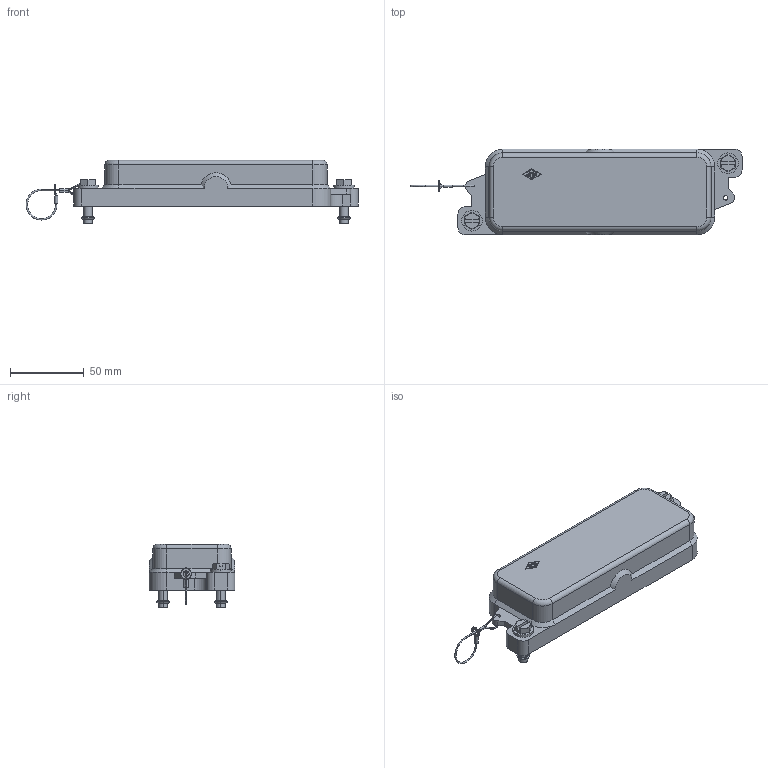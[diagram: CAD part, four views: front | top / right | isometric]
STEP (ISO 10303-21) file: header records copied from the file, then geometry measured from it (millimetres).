
FILE_DESCRIPTION(('Creo Elements/Direct Modeling STEP Export'),'2;1');
FILE_NAME('0ln7uvk49c4rug74048','2017-02-24T 9:47:52',(''),(''),'PTC Creo Elements/Direct Modeling STEP processor for AP214 (Solid Model)','PTC Creo Elements/Direct Modeling 19.0E 27-Jun-2016 (C) Parametric Technology GmbH','');
FILE_SCHEMA(('AUTOMOTIVE_DESIGN { 1 0 10303 214 1 1 1 1 }'));
Length unit declared in the file: millimetre
Products named in the file (1): CGCE_24
Bounding box: 225 x 58 x 43.1 mm (x, y, z)
Volume: 96264.6 mm3; surface area: 44367.4 mm2
Topology: 1 solids, 1 shells, 247 faces, 613 edges, 395 vertices
Faces by surface type: plane 124, cylinder 87, torus 18, cone 18
Entity records: 9596 total; most frequent: CARTESIAN_POINT 1814, ORIENTED_EDGE 1226, DIRECTION 1192, EDGE_CURVE 613, AXIS2_PLACEMENT_3D 428, VERTEX_POINT 395, VECTOR 336, LINE 336
